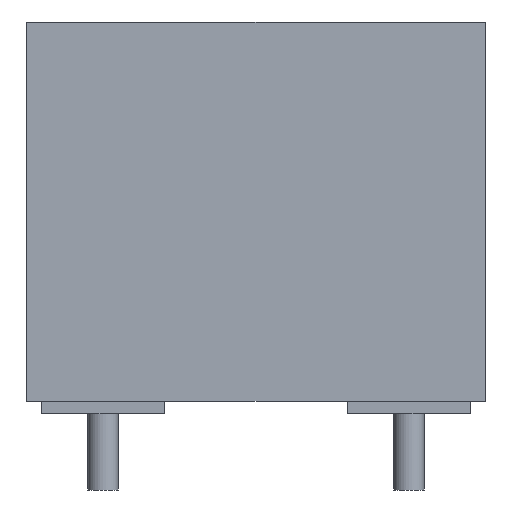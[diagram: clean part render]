
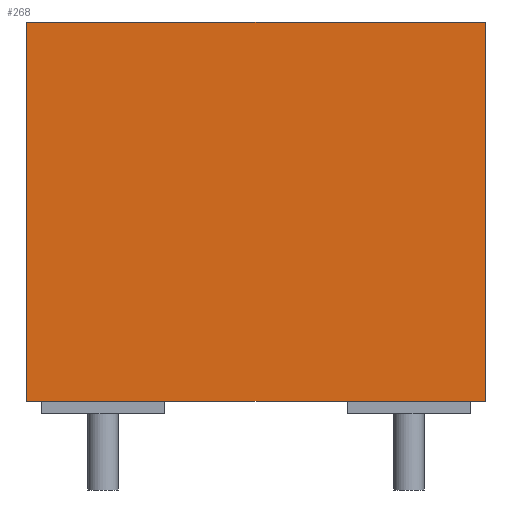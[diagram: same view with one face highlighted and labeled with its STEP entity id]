
A CAD part, front view. The second image highlights one B-rep face of the part: STEP entity #268.
In plain terms, the highlighted planar face has unit normal (0, -1, 0).
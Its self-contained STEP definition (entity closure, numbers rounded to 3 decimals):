
#152 = ORIENTED_EDGE ( 'NONE', *, *, #163, .T. ) ;
#153 = VERTEX_POINT ( 'NONE', #334 ) ;
#154 = EDGE_CURVE ( 'NONE', #153, #156, #339, .T. ) ;
#155 = ORIENTED_EDGE ( 'NONE', *, *, #154, .F. ) ;
#156 = VERTEX_POINT ( 'NONE', #335 ) ;
#157 = EDGE_CURVE ( 'NONE', #156, #160, #352, .T. ) ;
#158 = ORIENTED_EDGE ( 'NONE', *, *, #157, .F. ) ;
#160 = VERTEX_POINT ( 'NONE', #348 ) ;
#163 = EDGE_CURVE ( 'NONE', #266, #160, #319, .T. ) ;
#164 = EDGE_CURVE ( 'NONE', #266, #153, #321, .T. ) ;
#263 = EDGE_LOOP ( 'NONE', ( #265, #152, #158, #155 ) ) ;
#265 = ORIENTED_EDGE ( 'NONE', *, *, #164, .F. ) ;
#266 = VERTEX_POINT ( 'NONE', #544 ) ;
#268 = ADVANCED_FACE ( 'NONE', ( #553 ), #552, .T. ) ;
#303 = DIRECTION ( 'NONE',  ( 0., 0., 1. ) ) ;
#304 = DIRECTION ( 'NONE',  ( 0., 0., -1. ) ) ;
#315 = VECTOR ( 'NONE', #303, 1000. ) ;
#319 = LINE ( 'NONE', #325, #323 ) ;
#320 = CARTESIAN_POINT ( 'NONE',  ( -3.81, -1.27, 0. ) ) ;
#321 = LINE ( 'NONE', #320, #315 ) ;
#323 = VECTOR ( 'NONE', #324, 1000. ) ;
#324 = DIRECTION ( 'NONE',  ( 1., 0., 0. ) ) ;
#325 = CARTESIAN_POINT ( 'NONE',  ( -3.81, -1.27, 0. ) ) ;
#334 = CARTESIAN_POINT ( 'NONE',  ( -3.81, -1.27, 6.3 ) ) ;
#335 = CARTESIAN_POINT ( 'NONE',  ( 3.81, -1.27, 6.3 ) ) ;
#336 = DIRECTION ( 'NONE',  ( 1., 0., 0. ) ) ;
#337 = VECTOR ( 'NONE', #336, 1000. ) ;
#338 = CARTESIAN_POINT ( 'NONE',  ( -3.81, -1.27, 6.3 ) ) ;
#339 = LINE ( 'NONE', #338, #337 ) ;
#348 = CARTESIAN_POINT ( 'NONE',  ( 3.81, -1.27, 0. ) ) ;
#349 = DIRECTION ( 'NONE',  ( 0., 0., -1. ) ) ;
#350 = VECTOR ( 'NONE', #349, 1000. ) ;
#351 = CARTESIAN_POINT ( 'NONE',  ( 3.81, -1.27, 0. ) ) ;
#352 = LINE ( 'NONE', #351, #350 ) ;
#544 = CARTESIAN_POINT ( 'NONE',  ( -3.81, -1.27, 0. ) ) ;
#548 = DIRECTION ( 'NONE',  ( 0., -1., 0. ) ) ;
#549 = CARTESIAN_POINT ( 'NONE',  ( 3.81, -1.27, 0. ) ) ;
#551 = AXIS2_PLACEMENT_3D ( 'NONE', #549, #548, #304 ) ;
#552 = PLANE ( 'NONE',  #551 ) ;
#553 = FACE_OUTER_BOUND ( 'NONE', #263, .T. ) ;
